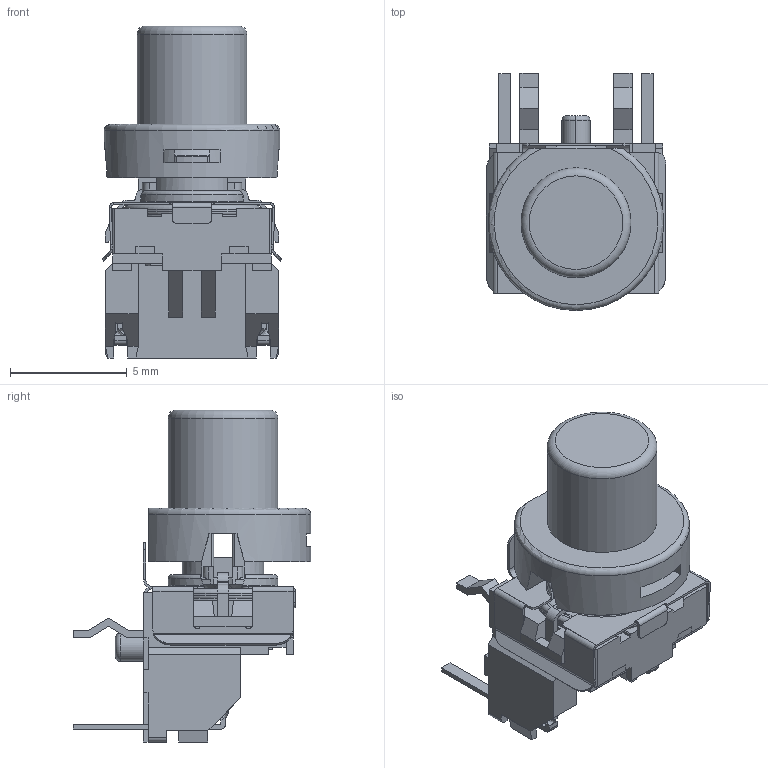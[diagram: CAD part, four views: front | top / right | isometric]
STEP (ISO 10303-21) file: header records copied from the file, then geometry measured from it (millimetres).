
FILE_DESCRIPTION((''),'2;1');
FILE_NAME('TL6215RFxxxxDT.stp','2018-03-01T13:58:39',('mwilliams'),(''),'Autodesk Inventor 2012','Autodesk Inventor 2012','');
FILE_SCHEMA(('AUTOMOTIVE_DESIGN { 1 0 10303 214 1 1 1 1 }'));
Length unit declared in the file: millimetre
Products named in the file (1): TL6215RFxxxxDT
Bounding box: 7.69 x 10.15 x 14.2 mm (x, y, z)
Volume: 119.1 mm3; surface area: 1117.6 mm2
Topology: 1 solids, 824 shells, 849 faces, 4319 edges, 4289 vertices
Faces by surface type: plane 594, cylinder 147, bspline 62, torus 35, cone 11
Full cylindrical faces by diameter (mm): 2.8 x1, 4.7 x1
Entity records: 53484 total; most frequent: CARTESIAN_POINT 13776, DIRECTION 6549, ORIENTED_EDGE 4377, EDGE_CURVE 4309, VERTEX_POINT 4288, VECTOR 3291, LINE 3291, AXIS2_PLACEMENT_3D 1629
